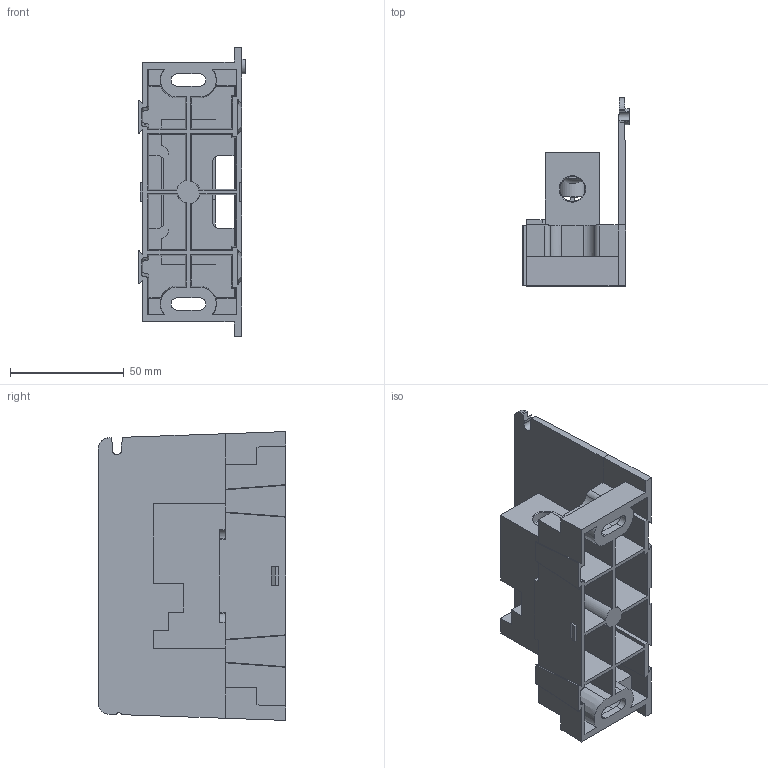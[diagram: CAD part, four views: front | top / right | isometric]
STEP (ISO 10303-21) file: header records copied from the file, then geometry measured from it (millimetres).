
FILE_DESCRIPTION (( 'STEP AP214' ), '1' );
FILE_NAME ('701891rev-ADDER.STEP', '2014-03-17T13:57:41', ( '' ), ( '' ), 'SwSTEP 2.0', 'SolidWorks 2013', '' );
FILE_SCHEMA (( 'AUTOMOTIVE_DESIGN' ));
Length unit declared in the file: inch
Products named in the file (1): 701891rev-ADDER
Bounding box: 46.93 x 82.55 x 127.01 mm (x, y, z)
Surface area: 56771.1 mm2 (no closed solid volume)
Topology: 0 solids, 24 shells, 353 faces, 1296 edges, 878 vertices
Faces by surface type: plane 207, cylinder 75, cone 67, torus 2, sphere 2
Full cylindrical faces by diameter (mm): 3.581 x20, 11.112 x1, 11.125 x1, 12.7 x1
Entity records: 18706 total; most frequent: CARTESIAN_POINT 4327, ORIENTED_EDGE 1892, DIRECTION 1852, EDGE_CURVE 1201, VERTEX_POINT 845, VECTOR 636, LINE 636, AXIS2_PLACEMENT_3D 608
